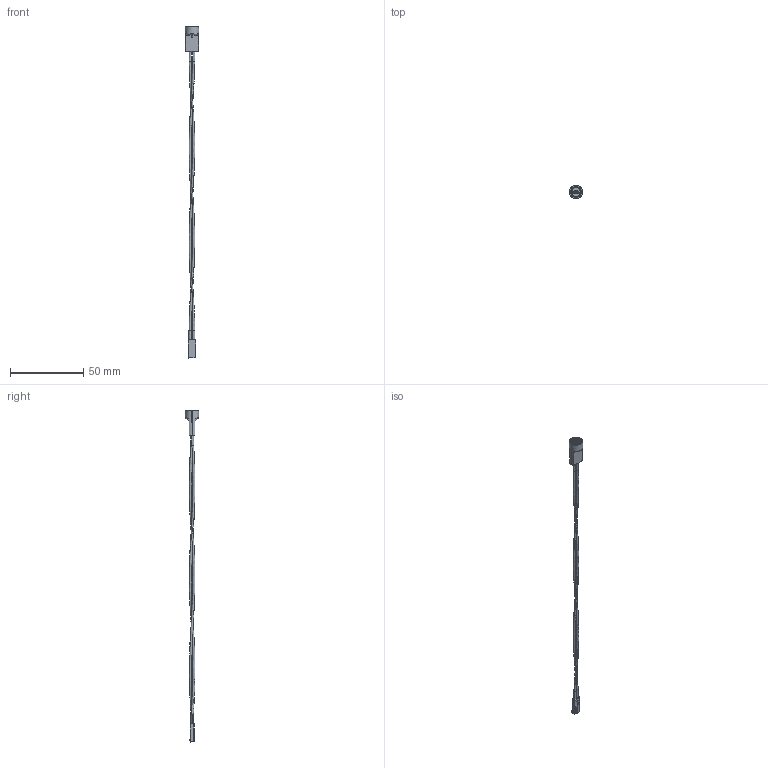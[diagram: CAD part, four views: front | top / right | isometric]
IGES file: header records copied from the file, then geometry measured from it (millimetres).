
Start section: SolidWorks IGES file using analytic representation for surfaces
Global section: file name: CNX_C_E_4_1_08.IGS; native system: SolidWorks 2018; preprocessor: SolidWorks 2018; author: chwang; date: 181002.103650; units: inch
Bounding box: 9.14 x 9.14 x 227.35 mm (x, y, z)
Surface area: 3598.8 mm2 (no closed solid volume)
Topology: 0 solids, 0 shells, 1015 faces, 7906 edges, 7898 vertices
Faces by surface type: bspline 819, revolution 196
